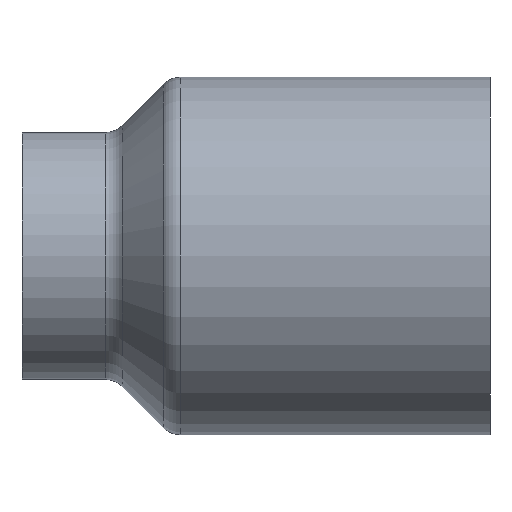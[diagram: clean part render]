
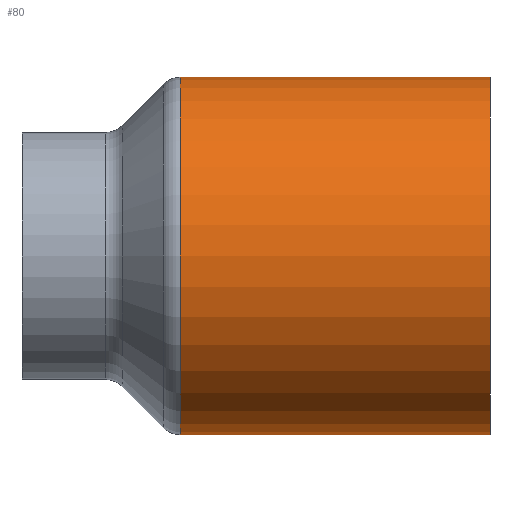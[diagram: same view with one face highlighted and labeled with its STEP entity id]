
A CAD part, left-side view. The second image highlights one B-rep face of the part: STEP entity #80.
In plain terms, the highlighted cylindrical face has radius 13.75 mm (diameter 27.5 mm), a partial arc.
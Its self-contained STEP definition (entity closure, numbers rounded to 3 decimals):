
#63 = EDGE_CURVE ( 'NONE', #114, #64, #511, .T. ) ;
#64 = VERTEX_POINT ( 'NONE', #507 ) ;
#67 = VERTEX_POINT ( 'NONE', #501 ) ;
#73 = EDGE_CURVE ( 'NONE', #213, #67, #363, .T. ) ;
#80 = ADVANCED_FACE ( 'NONE', ( #343 ), #342, .T. ) ;
#114 = VERTEX_POINT ( 'NONE', #415 ) ;
#213 = VERTEX_POINT ( 'NONE', #433 ) ;
#232 = EDGE_LOOP ( 'NONE', ( #233, #234, #236, #237 ) ) ;
#233 = ORIENTED_EDGE ( 'NONE', *, *, #63, .F. ) ;
#234 = ORIENTED_EDGE ( 'NONE', *, *, #235, .T. ) ;
#235 = EDGE_CURVE ( 'NONE', #114, #213, #617, .T. ) ;
#236 = ORIENTED_EDGE ( 'NONE', *, *, #73, .T. ) ;
#237 = ORIENTED_EDGE ( 'NONE', *, *, #238, .F. ) ;
#238 = EDGE_CURVE ( 'NONE', #64, #67, #581, .T. ) ;
#336 = DIRECTION ( 'NONE',  ( 0., 0., -1. ) ) ;
#337 = DIRECTION ( 'NONE',  ( 0., -1., 0. ) ) ;
#338 = CARTESIAN_POINT ( 'NONE',  ( 0., 0., 0. ) ) ;
#339 = AXIS2_PLACEMENT_3D ( 'NONE', #338, #337, #336 ) ;
#342 = CYLINDRICAL_SURFACE ( 'NONE', #339, 13.75 ) ;
#343 = FACE_OUTER_BOUND ( 'NONE', #232, .T. ) ;
#360 = DIRECTION ( 'NONE',  ( 0., -1., 0. ) ) ;
#361 = VECTOR ( 'NONE', #360, 1000. ) ;
#362 = CARTESIAN_POINT ( 'NONE',  ( 0., 0., -13.75 ) ) ;
#363 = LINE ( 'NONE', #362, #361 ) ;
#415 = CARTESIAN_POINT ( 'NONE',  ( 0., 23.832, 13.75 ) ) ;
#433 = CARTESIAN_POINT ( 'NONE',  ( 0., 23.832, -13.75 ) ) ;
#501 = CARTESIAN_POINT ( 'NONE',  ( 0., 0., -13.75 ) ) ;
#507 = CARTESIAN_POINT ( 'NONE',  ( 0., 0., 13.75 ) ) ;
#508 = DIRECTION ( 'NONE',  ( 0., -1., 0. ) ) ;
#509 = VECTOR ( 'NONE', #508, 1000. ) ;
#510 = CARTESIAN_POINT ( 'NONE',  ( 0., 0., 13.75 ) ) ;
#511 = LINE ( 'NONE', #510, #509 ) ;
#578 = DIRECTION ( 'NONE',  ( 0., 0., -1. ) ) ;
#579 = DIRECTION ( 'NONE',  ( 0., -1., 0. ) ) ;
#580 = AXIS2_PLACEMENT_3D ( 'NONE', #612, #579, #578 ) ;
#581 = CIRCLE ( 'NONE', #580, 13.75 ) ;
#612 = CARTESIAN_POINT ( 'NONE',  ( 0., 0., 0. ) ) ;
#613 = DIRECTION ( 'NONE',  ( 0., 0., 1. ) ) ;
#614 = DIRECTION ( 'NONE',  ( 0., -1., 0. ) ) ;
#615 = CARTESIAN_POINT ( 'NONE',  ( 0., 23.832, 0. ) ) ;
#616 = AXIS2_PLACEMENT_3D ( 'NONE', #615, #614, #613 ) ;
#617 = CIRCLE ( 'NONE', #616, 13.75 ) ;
